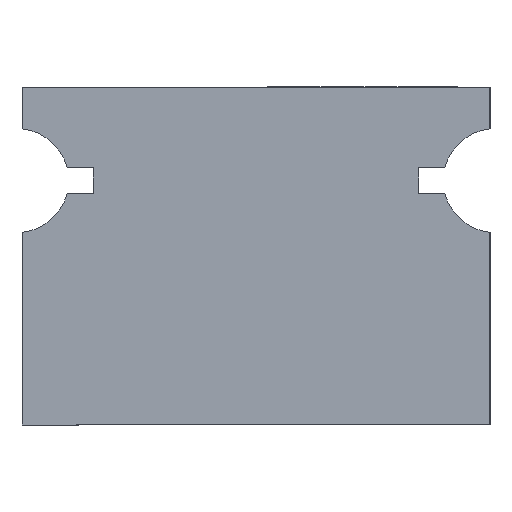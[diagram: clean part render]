
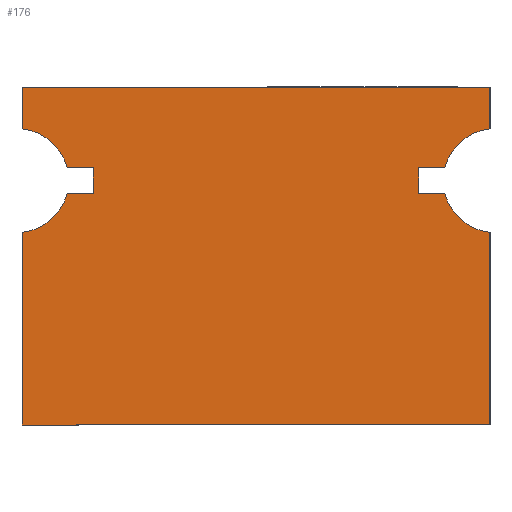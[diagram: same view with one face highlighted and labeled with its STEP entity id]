
A CAD part, left-side view. The second image highlights one B-rep face of the part: STEP entity #176.
In plain terms, the highlighted planar face has unit normal (-1, 0, 0).
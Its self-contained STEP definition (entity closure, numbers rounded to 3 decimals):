
#22 = VERTEX_POINT('',#23);
#23 = CARTESIAN_POINT('',(0.,4.5,6.5));
#40 = VERTEX_POINT('',#41);
#41 = CARTESIAN_POINT('',(0.,-4.5,6.5));
#47 = EDGE_CURVE('',#22,#40,#48,.T.);
#48 = LINE('',#49,#50);
#49 = CARTESIAN_POINT('',(0.,4.5,6.5));
#50 = VECTOR('',#51,1.);
#51 = DIRECTION('',(0.,-1.,0.));
#149 = EDGE_CURVE('',#150,#22,#152,.T.);
#150 = VERTEX_POINT('',#151);
#151 = CARTESIAN_POINT('',(0.,4.5,5.695));
#152 = LINE('',#153,#154);
#153 = CARTESIAN_POINT('',(0.,4.5,0.)
  );
#154 = VECTOR('',#155,1.);
#155 = DIRECTION('',(0.,0.,1.));
#176 = ADVANCED_FACE('',(#177),#295,.F.);
#177 = FACE_BOUND('',#178,.F.);
#178 = EDGE_LOOP('',(#179,#189,#197,#205,#214,#222,#230,#238,#245,#246,
    #247,#255,#264,#272,#280,#288));
#179 = ORIENTED_EDGE('',*,*,#180,.T.);
#180 = EDGE_CURVE('',#181,#183,#185,.T.);
#181 = VERTEX_POINT('',#182);
#182 = CARTESIAN_POINT('',(0.,-4.5,3.705));
#183 = VERTEX_POINT('',#184);
#184 = CARTESIAN_POINT('',(0.,-4.5,0.)
  );
#185 = LINE('',#186,#187);
#186 = CARTESIAN_POINT('',(0.,-4.5,6.5));
#187 = VECTOR('',#188,1.);
#188 = DIRECTION('',(0.,0.,-1.));
#189 = ORIENTED_EDGE('',*,*,#190,.T.);
#190 = EDGE_CURVE('',#183,#191,#193,.T.);
#191 = VERTEX_POINT('',#192);
#192 = CARTESIAN_POINT('',(0.,4.5,0.));
#193 = LINE('',#194,#195);
#194 = CARTESIAN_POINT('',(0.,-4.5,0.));
#195 = VECTOR('',#196,1.);
#196 = DIRECTION('',(0.,1.,0.));
#197 = ORIENTED_EDGE('',*,*,#198,.T.);
#198 = EDGE_CURVE('',#191,#199,#201,.T.);
#199 = VERTEX_POINT('',#200);
#200 = CARTESIAN_POINT('',(0.,4.5,3.705));
#201 = LINE('',#202,#203);
#202 = CARTESIAN_POINT('',(0.,4.5,0.)
  );
#203 = VECTOR('',#204,1.);
#204 = DIRECTION('',(0.,0.,1.));
#205 = ORIENTED_EDGE('',*,*,#206,.T.);
#206 = EDGE_CURVE('',#199,#207,#209,.T.);
#207 = VERTEX_POINT('',#208);
#208 = CARTESIAN_POINT('',(0.,3.632,4.45));
#209 = CIRCLE('',#210,1.);
#210 = AXIS2_PLACEMENT_3D('',#211,#212,#213);
#211 = CARTESIAN_POINT('',(0.,4.6,4.7));
#212 = DIRECTION('',(-1.,0.,0.));
#213 = DIRECTION('',(0.,-1.,0.));
#214 = ORIENTED_EDGE('',*,*,#215,.F.);
#215 = EDGE_CURVE('',#216,#207,#218,.T.);
#216 = VERTEX_POINT('',#217);
#217 = CARTESIAN_POINT('',(0.,3.132,4.45));
#218 = LINE('',#219,#220);
#219 = CARTESIAN_POINT('',(0.,3.132,4.45));
#220 = VECTOR('',#221,1.);
#221 = DIRECTION('',(0.,1.,0.));
#222 = ORIENTED_EDGE('',*,*,#223,.F.);
#223 = EDGE_CURVE('',#224,#216,#226,.T.);
#224 = VERTEX_POINT('',#225);
#225 = CARTESIAN_POINT('',(0.,3.132,4.95));
#226 = LINE('',#227,#228);
#227 = CARTESIAN_POINT('',(0.,3.132,4.95));
#228 = VECTOR('',#229,1.);
#229 = DIRECTION('',(0.,0.,-1.));
#230 = ORIENTED_EDGE('',*,*,#231,.F.);
#231 = EDGE_CURVE('',#232,#224,#234,.T.);
#232 = VERTEX_POINT('',#233);
#233 = CARTESIAN_POINT('',(0.,3.632,4.95));
#234 = LINE('',#235,#236);
#235 = CARTESIAN_POINT('',(0.,3.632,4.95));
#236 = VECTOR('',#237,1.);
#237 = DIRECTION('',(0.,-1.,0.));
#238 = ORIENTED_EDGE('',*,*,#239,.T.);
#239 = EDGE_CURVE('',#232,#150,#240,.T.);
#240 = CIRCLE('',#241,1.);
#241 = AXIS2_PLACEMENT_3D('',#242,#243,#244);
#242 = CARTESIAN_POINT('',(0.,4.6,4.7));
#243 = DIRECTION('',(-1.,0.,0.));
#244 = DIRECTION('',(0.,-1.,0.));
#245 = ORIENTED_EDGE('',*,*,#149,.T.);
#246 = ORIENTED_EDGE('',*,*,#47,.T.);
#247 = ORIENTED_EDGE('',*,*,#248,.T.);
#248 = EDGE_CURVE('',#40,#249,#251,.T.);
#249 = VERTEX_POINT('',#250);
#250 = CARTESIAN_POINT('',(0.,-4.5,5.695));
#251 = LINE('',#252,#253);
#252 = CARTESIAN_POINT('',(0.,-4.5,6.5));
#253 = VECTOR('',#254,1.);
#254 = DIRECTION('',(0.,0.,-1.));
#255 = ORIENTED_EDGE('',*,*,#256,.T.);
#256 = EDGE_CURVE('',#249,#257,#259,.T.);
#257 = VERTEX_POINT('',#258);
#258 = CARTESIAN_POINT('',(0.,-3.632,4.95));
#259 = CIRCLE('',#260,1.);
#260 = AXIS2_PLACEMENT_3D('',#261,#262,#263);
#261 = CARTESIAN_POINT('',(0.,-4.6,4.7));
#262 = DIRECTION('',(-1.,0.,0.));
#263 = DIRECTION('',(0.,-1.,0.));
#264 = ORIENTED_EDGE('',*,*,#265,.T.);
#265 = EDGE_CURVE('',#257,#266,#268,.T.);
#266 = VERTEX_POINT('',#267);
#267 = CARTESIAN_POINT('',(0.,-3.132,4.95));
#268 = LINE('',#269,#270);
#269 = CARTESIAN_POINT('',(0.,-3.632,4.95));
#270 = VECTOR('',#271,1.);
#271 = DIRECTION('',(0.,1.,0.));
#272 = ORIENTED_EDGE('',*,*,#273,.T.);
#273 = EDGE_CURVE('',#266,#274,#276,.T.);
#274 = VERTEX_POINT('',#275);
#275 = CARTESIAN_POINT('',(0.,-3.132,4.45));
#276 = LINE('',#277,#278);
#277 = CARTESIAN_POINT('',(0.,-3.132,4.95));
#278 = VECTOR('',#279,1.);
#279 = DIRECTION('',(0.,0.,-1.));
#280 = ORIENTED_EDGE('',*,*,#281,.T.);
#281 = EDGE_CURVE('',#274,#282,#284,.T.);
#282 = VERTEX_POINT('',#283);
#283 = CARTESIAN_POINT('',(0.,-3.632,4.45));
#284 = LINE('',#285,#286);
#285 = CARTESIAN_POINT('',(0.,-3.132,4.45));
#286 = VECTOR('',#287,1.);
#287 = DIRECTION('',(0.,-1.,0.));
#288 = ORIENTED_EDGE('',*,*,#289,.T.);
#289 = EDGE_CURVE('',#282,#181,#290,.T.);
#290 = CIRCLE('',#291,1.);
#291 = AXIS2_PLACEMENT_3D('',#292,#293,#294);
#292 = CARTESIAN_POINT('',(0.,-4.6,4.7));
#293 = DIRECTION('',(-1.,0.,0.));
#294 = DIRECTION('',(0.,-1.,0.));
#295 = PLANE('',#296);
#296 = AXIS2_PLACEMENT_3D('',#297,#298,#299);
#297 = CARTESIAN_POINT('',(0.,0.,3.25)
  );
#298 = DIRECTION('',(1.,0.,0.));
#299 = DIRECTION('',(0.,0.,1.));
